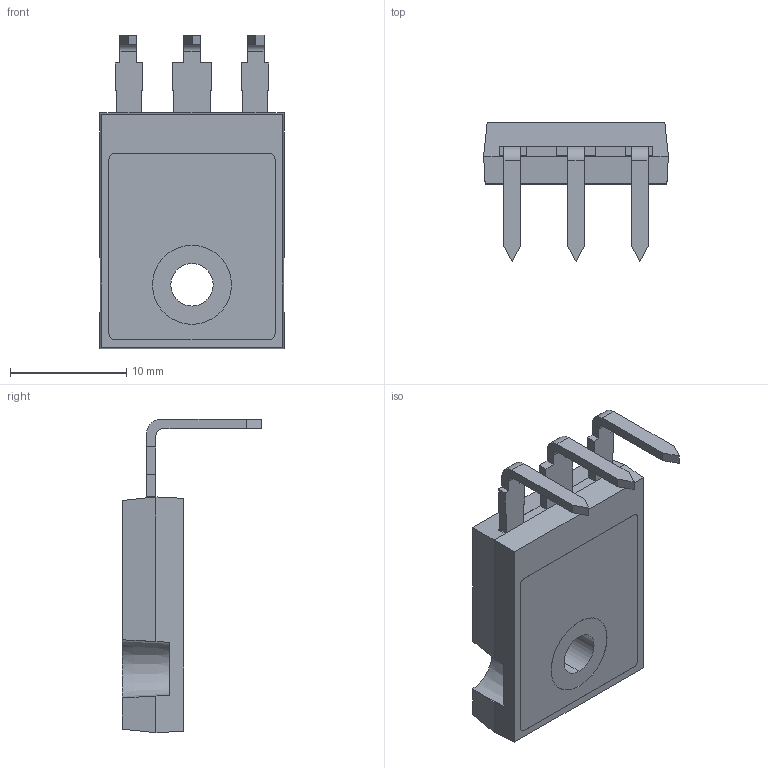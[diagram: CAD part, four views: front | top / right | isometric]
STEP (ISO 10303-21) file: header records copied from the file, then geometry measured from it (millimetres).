
FILE_DESCRIPTION (( 'STEP AP214' ), '1' );
FILE_NAME ('F2D98AF8-AE45-4AC0-A3B0-F16CFBEB50E3.STEP', '2024-03-25T18:28:33', ( '' ), ( '' ), 'SwSTEP 2.0', 'SolidWorks 2022', '' );
FILE_SCHEMA (( 'AUTOMOTIVE_DESIGN' ));
Length unit declared in the file: millimetre
Products named in the file (1): F2D98AF8-AE45-4AC0-A3B0-F16CFBEB50E3
Bounding box: 15.9 x 12 x 26.98 mm (x, y, z)
Volume: 1603.3 mm3; surface area: 1285.9 mm2
Topology: 1 solids, 1 shells, 96 faces, 264 edges, 172 vertices
Faces by surface type: plane 76, cylinder 14, cone 6
Entity records: 4015 total; most frequent: CARTESIAN_POINT 581, ORIENTED_EDGE 528, DIRECTION 482, EDGE_CURVE 264, LINE 208, VECTOR 208, VERTEX_POINT 172, AXIS2_PLACEMENT_3D 137
